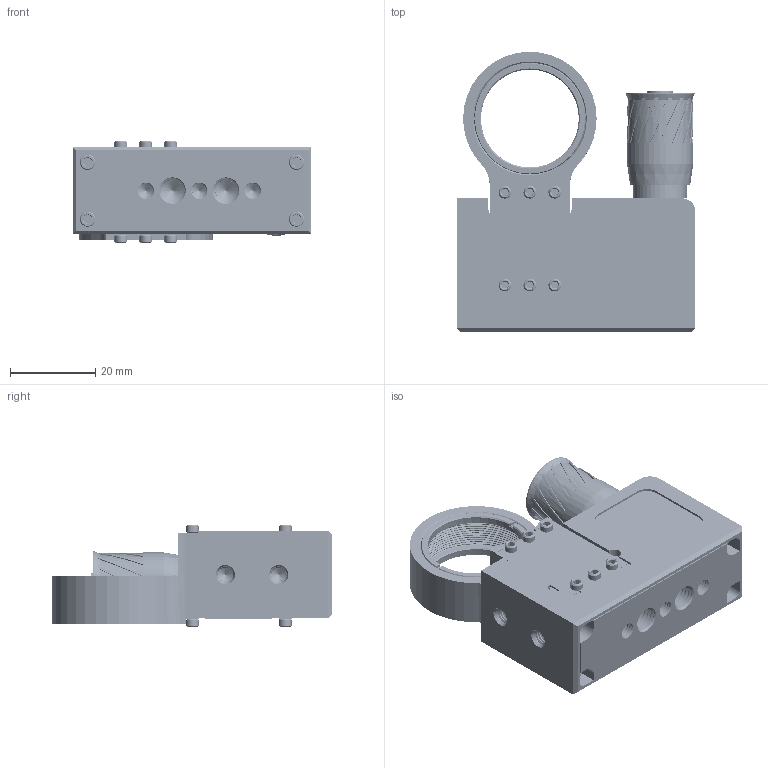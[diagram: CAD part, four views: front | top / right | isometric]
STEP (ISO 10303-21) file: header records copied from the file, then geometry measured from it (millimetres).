
FILE_DESCRIPTION((''),'2;1');
FILE_NAME('TM1-ZP_ASM','2025-04-15T16:49:40',('R&D'),(''),'CREO PARAMETRIC BY PTC INC, 2021063','CREO PARAMETRIC BY PTC INC, 2021063','');
FILE_SCHEMA(('CONFIG_CONTROL_DESIGN'));
Products named in the file (20): TM1-ZP-A3; TM1-ZP-A4; TM1-ZP-A5; TM1-ZP-A7; TM1-ZP-A8; TM1-ZP-A9; TM1-ZP-B1; TM1-ZP-B2; TM1-ZP-B3; TM1-ZP-B5; TM1-ZP-B6; TM1-ZP-B7; TM1-ZP-B8; TM1-ZP-C1; TM1-ZP-C2; TM1-ZP-E2; TM1-ZP-E3; TM1-ZP-E4; TM1-ZP-E1_ASM; TM1-ZP_ASM
Assembly tree (33 placements, depth 3):
  TM1-ZP_ASM
    TM1-ZP-A3
    TM1-ZP-A4
    TM1-ZP-A5
    TM1-ZP-A7
    TM1-ZP-A8
    TM1-ZP-A9
    TM1-ZP-B1
    TM1-ZP-B2
    TM1-ZP-B3
    TM1-ZP-B5
    TM1-ZP-B6
    TM1-ZP-B7
    TM1-ZP-B8
    TM1-ZP-C1  x4
    TM1-ZP-C2  x12
    TM1-ZP-E1_ASM
      TM1-ZP-E2
      TM1-ZP-E3
      TM1-ZP-E4
Bounding box: 55.88 x 65.62 x 23.77 mm (x, y, z)
Volume: 34498.4 mm3; surface area: 28954.2 mm2
Topology: 32 solids, 32 shells, 2083 faces, 5510 edges, 3510 vertices
Faces by surface type: cylinder 933, plane 471, bspline 432, cone 242, sphere 5
Entity records: 140151 total; most frequent: CARTESIAN_POINT 101310, ORIENTED_EDGE 9364, DIRECTION 5779, EDGE_CURVE 4682, VERTEX_POINT 3034, B_SPLINE_CURVE_WITH_KNOTS 2213, AXIS2_PLACEMENT_3D 1967, VECTOR 1845
